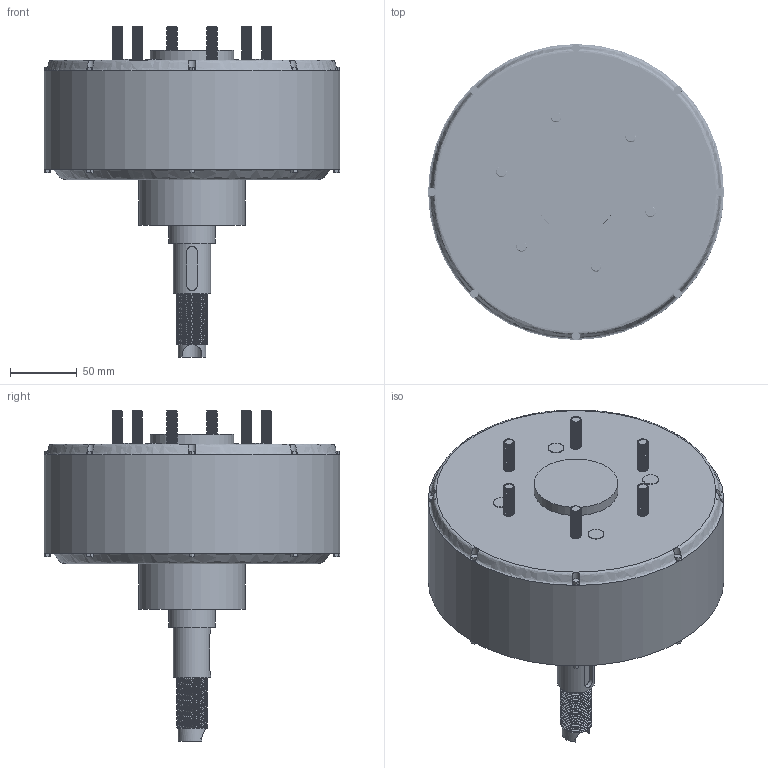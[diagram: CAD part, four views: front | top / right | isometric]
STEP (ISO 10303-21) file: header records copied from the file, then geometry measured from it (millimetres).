
FILE_DESCRIPTION(/* description */ ('','CAx-IF Rec.Pracs.---Representation and Presentation of Product Manufacturing Information (PMI)---4.0---2014-10-13'),/* implementation_level */ '2;1');
FILE_NAME(/* name */ 'QS205 hub motor Corected Final Final Final.step',/* time_stamp */ '2025-01-11T22:49:39-08:00',/* author */ (''),/* organization */ (''),/* preprocessor_version */ 'ST-DEVELOPER v20',/* originating_system */ 'Autodesk Translation Framework v13.20.0.188',/* authorisation */ '');
FILE_SCHEMA (('AP242_MANAGED_MODEL_BASED_3D_ENGINEERING_MIM_LF { 1 0 10303 442 1 1 4 }'));
Length unit declared in the file: millimetre
Products named in the file (1): QS205 hub motor low quality
Bounding box: 222 x 222 x 248 mm (x, y, z)
Volume: 3644030.7 mm3; surface area: 159929.4 mm2
Topology: 1 solids, 1 shells, 619 faces, 1738 edges, 1136 vertices
Faces by surface type: cylinder 439, plane 151, bspline 29
Full cylindrical faces by diameter (mm): 6 x1, 6.446 x42, 6.779 x24, 7.866 x78, 8.17 x12, 10 x3, 12 x4, 15 x1, 21 x1, 22.132 x24, 23.85 x25, 28 x1, 35 x1, 63 x1, 80 x1, 222 x1
Entity records: 47829 total; most frequent: CARTESIAN_POINT 33793, ORIENTED_EDGE 3412, DIRECTION 2114, EDGE_CURVE 1706, VERTEX_POINT 1120, B_SPLINE_CURVE_WITH_KNOTS 883, LINE 712, VECTOR 712
